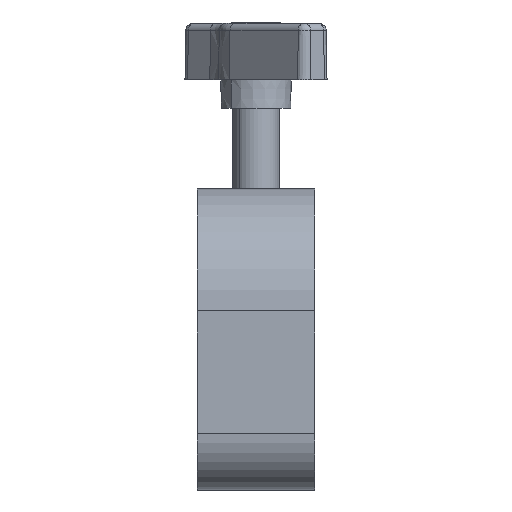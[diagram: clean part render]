
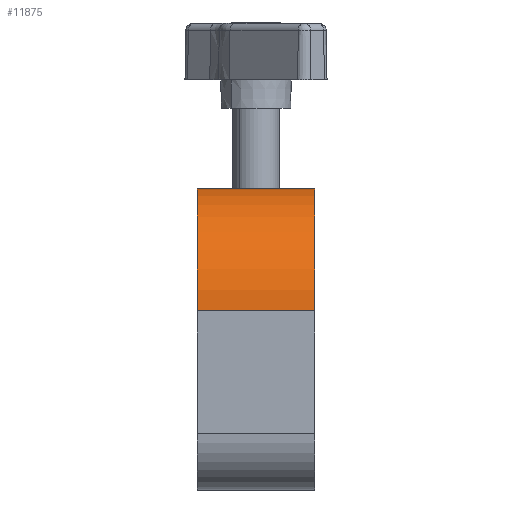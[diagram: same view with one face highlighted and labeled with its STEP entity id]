
A CAD part, front view. The second image highlights one B-rep face of the part: STEP entity #11875.
In plain terms, the highlighted cylindrical face has radius 26 mm (diameter 52 mm), a partial arc.
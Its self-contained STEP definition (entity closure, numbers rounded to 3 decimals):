
#425 = EDGE_LOOP ( 'NONE', ( #4963, #9142, #6172, #2090 ) ) ;
#430 = CARTESIAN_POINT ( 'NONE',  ( 12.5, 26., 0. ) ) ;
#946 = CIRCLE ( 'NONE', #4567, 26. ) ;
#1003 = EDGE_CURVE ( 'NONE', #7235, #2862, #3934, .T. ) ;
#1722 = DIRECTION ( 'NONE',  ( -1., 0., 0. ) ) ;
#1791 = AXIS2_PLACEMENT_3D ( 'NONE', #12027, #1902, #4565 ) ;
#1902 = DIRECTION ( 'NONE',  ( -1., 0., 0. ) ) ;
#2090 = ORIENTED_EDGE ( 'NONE', *, *, #1003, .T. ) ;
#2862 = VERTEX_POINT ( 'NONE', #16270 ) ;
#3151 = CARTESIAN_POINT ( 'NONE',  ( 12.5, 26., 0. ) ) ;
#3666 = EDGE_CURVE ( 'NONE', #15678, #12252, #16347, .T. ) ;
#3737 = CYLINDRICAL_SURFACE ( 'NONE', #1791, 26. ) ;
#3867 = CARTESIAN_POINT ( 'NONE',  ( -12.5, 0., -26. ) ) ;
#3934 = LINE ( 'NONE', #430, #8130 ) ;
#4565 = DIRECTION ( 'NONE',  ( 0., 0., 1. ) ) ;
#4567 = AXIS2_PLACEMENT_3D ( 'NONE', #8515, #5814, #9733 ) ;
#4919 = FACE_OUTER_BOUND ( 'NONE', #425, .T. ) ;
#4963 = ORIENTED_EDGE ( 'NONE', *, *, #13459, .F. ) ;
#5649 = DIRECTION ( 'NONE',  ( 0., 0., -1. ) ) ;
#5814 = DIRECTION ( 'NONE',  ( -1., 0., 0. ) ) ;
#5944 = AXIS2_PLACEMENT_3D ( 'NONE', #11857, #13301, #5649 ) ;
#6172 = ORIENTED_EDGE ( 'NONE', *, *, #14199, .T. ) ;
#7235 = VERTEX_POINT ( 'NONE', #3151 ) ;
#8130 = VECTOR ( 'NONE', #1722, 1000. ) ;
#8515 = CARTESIAN_POINT ( 'NONE',  ( -12.5, 26., -26. ) ) ;
#9142 = ORIENTED_EDGE ( 'NONE', *, *, #3666, .F. ) ;
#9359 = VECTOR ( 'NONE', #15529, 1000. ) ;
#9733 = DIRECTION ( 'NONE',  ( 0., 0., -1. ) ) ;
#11857 = CARTESIAN_POINT ( 'NONE',  ( 12.5, 26., -26. ) ) ;
#11875 = ADVANCED_FACE ( 'NONE', ( #4919 ), #3737, .T. ) ;
#12027 = CARTESIAN_POINT ( 'NONE',  ( 12.5, 26., -26. ) ) ;
#12252 = VERTEX_POINT ( 'NONE', #3867 ) ;
#13301 = DIRECTION ( 'NONE',  ( -1., 0., 0. ) ) ;
#13459 = EDGE_CURVE ( 'NONE', #12252, #2862, #946, .T. ) ;
#14072 = CARTESIAN_POINT ( 'NONE',  ( 12.5, 0., -26. ) ) ;
#14199 = EDGE_CURVE ( 'NONE', #15678, #7235, #16455, .T. ) ;
#14724 = CARTESIAN_POINT ( 'NONE',  ( 12.5, 0., -26. ) ) ;
#15529 = DIRECTION ( 'NONE',  ( -1., 0., 0. ) ) ;
#15678 = VERTEX_POINT ( 'NONE', #14072 ) ;
#16270 = CARTESIAN_POINT ( 'NONE',  ( -12.5, 26., 0. ) ) ;
#16347 = LINE ( 'NONE', #14724, #9359 ) ;
#16455 = CIRCLE ( 'NONE', #5944, 26. ) ;
